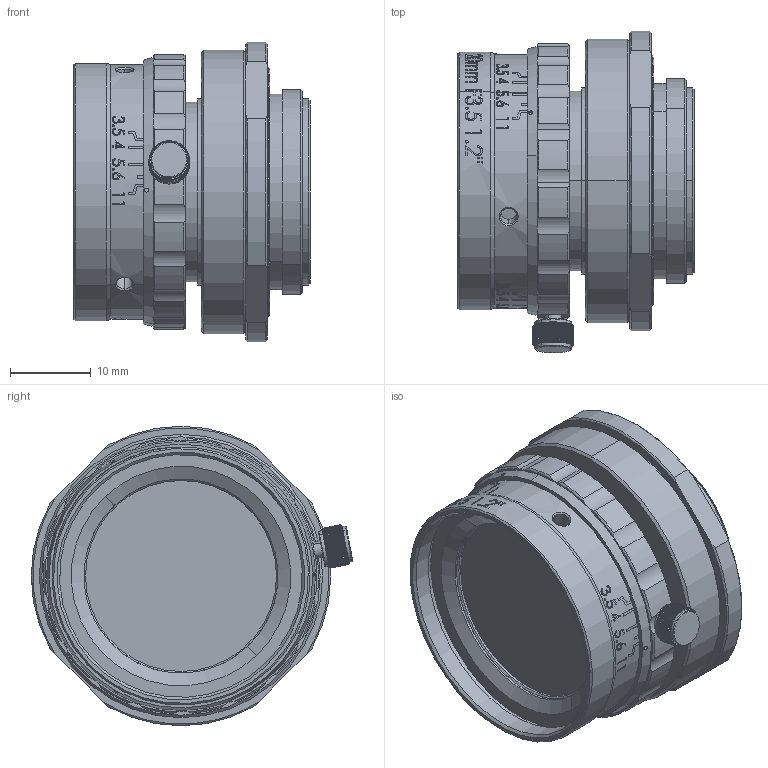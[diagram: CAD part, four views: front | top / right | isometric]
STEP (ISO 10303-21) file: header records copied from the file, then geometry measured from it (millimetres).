
FILE_DESCRIPTION (( 'STEP AP203' ), '1' );
FILE_NAME ('1904 C諉諳.STEP', '2023-06-13T02:36:31', ( '' ), ( '' ), 'SwSTEP 2.0', 'SolidWorks 2018', '' );
FILE_SCHEMA (( 'CONFIG_CONTROL_DESIGN' ));
Length unit declared in the file: millimetre
Products named in the file (8): 嫖擊覃誹遠; 覦趼遠; C諉諳惕踡遠-侂馨; 1904 C諉諳; 噩芠; M2.5x2.5 す芛階佪; C 諉諳-侂馨; 嫖擊坶踡隊
Assembly tree (7 placements, depth 2):
  1904 C諉諳
    噩芠
    C 諉諳-侂馨
    嫖擊覃誹遠
    覦趼遠
    M2.5x2.5 す芛階佪
    C諉諳惕踡遠-侂馨
    嫖擊坶踡隊
Bounding box: 29.24 x 39.73 x 37 mm (x, y, z)
Volume: 19237.5 mm3; surface area: 12866.1 mm2
Topology: 7 solids, 13 shells, 1265 faces, 3086 edges, 1931 vertices
Faces by surface type: plane 449, cylinder 281, bspline 272, cone 263
Entity records: 60631 total; most frequent: CARTESIAN_POINT 32786, ORIENTED_EDGE 6172, DIRECTION 4689, EDGE_CURVE 3086, VERTEX_POINT 1931, AXIS2_PLACEMENT_3D 1922, EDGE_LOOP 1365, B_SPLINE_CURVE_WITH_KNOTS 1322
